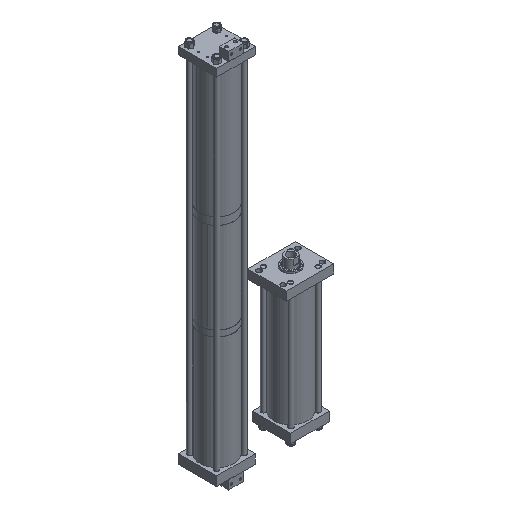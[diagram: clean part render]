
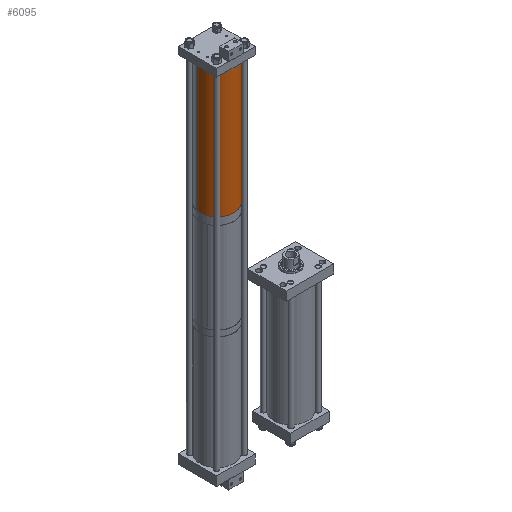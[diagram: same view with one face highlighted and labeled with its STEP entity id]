
A CAD part, isometric view. The second image highlights one B-rep face of the part: STEP entity #6095.
In plain terms, the highlighted cylindrical face has radius 73.025 mm (diameter 146.05 mm), a partial arc.
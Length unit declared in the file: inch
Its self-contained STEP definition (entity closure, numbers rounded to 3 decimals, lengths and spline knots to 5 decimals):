
#150 = AXIS2_PLACEMENT_3D ( 'NONE', #2260, #11992, #7239 ) ;
#173 = ORIENTED_EDGE ( 'NONE', *, *, #5576, .F. ) ;
#249 = CARTESIAN_POINT ( 'NONE',  ( -2.875, 0., 0. ) ) ;
#713 = EDGE_CURVE ( 'NONE', #2569, #5255, #8505, .T. ) ;
#1675 = AXIS2_PLACEMENT_3D ( 'NONE', #9506, #9401, #6856 ) ;
#1920 = FACE_OUTER_BOUND ( 'NONE', #14996, .T. ) ;
#2260 = CARTESIAN_POINT ( 'NONE',  ( 0., 0., 21.688 ) ) ;
#2569 = VERTEX_POINT ( 'NONE', #9303 ) ;
#3915 = CARTESIAN_POINT ( 'NONE',  ( -2.875, 0., 21.688 ) ) ;
#4400 = CYLINDRICAL_SURFACE ( 'NONE', #1675, 2.875 ) ;
#5092 = CARTESIAN_POINT ( 'NONE',  ( 0., 0., 0. ) ) ;
#5131 = DIRECTION ( 'NONE',  ( 0., 0., -1. ) ) ;
#5255 = VERTEX_POINT ( 'NONE', #249 ) ;
#5312 = VECTOR ( 'NONE', #5131, 39.37008 ) ;
#5546 = CARTESIAN_POINT ( 'NONE',  ( 2.875, 0., 21.688 ) ) ;
#5576 = EDGE_CURVE ( 'NONE', #6275, #14599, #14428, .T. ) ;
#5990 = EDGE_CURVE ( 'NONE', #6275, #2569, #8022, .T. ) ;
#6095 = ADVANCED_FACE ( 'NONE', ( #1920 ), #4400, .T. ) ;
#6275 = VERTEX_POINT ( 'NONE', #9610 ) ;
#6504 = VECTOR ( 'NONE', #13870, 39.37008 ) ;
#6630 = LINE ( 'NONE', #14963, #5312 ) ;
#6856 = DIRECTION ( 'NONE',  ( -1., 0., 0. ) ) ;
#7239 = DIRECTION ( 'NONE',  ( 1., 0., 0. ) ) ;
#8022 = LINE ( 'NONE', #5546, #6504 ) ;
#8505 = CIRCLE ( 'NONE', #9022, 2.875 ) ;
#9022 = AXIS2_PLACEMENT_3D ( 'NONE', #5092, #9817, #11020 ) ;
#9303 = CARTESIAN_POINT ( 'NONE',  ( 2.875, 0., 0. ) ) ;
#9401 = DIRECTION ( 'NONE',  ( 0., 0., -1. ) ) ;
#9506 = CARTESIAN_POINT ( 'NONE',  ( 0., 0., 21.688 ) ) ;
#9610 = CARTESIAN_POINT ( 'NONE',  ( 2.875, 0., 21.688 ) ) ;
#9817 = DIRECTION ( 'NONE',  ( 0., 0., 1. ) ) ;
#10501 = EDGE_CURVE ( 'NONE', #14599, #5255, #6630, .T. ) ;
#11020 = DIRECTION ( 'NONE',  ( 1., 0., 0. ) ) ;
#11107 = ORIENTED_EDGE ( 'NONE', *, *, #10501, .F. ) ;
#11992 = DIRECTION ( 'NONE',  ( 0., 0., 1. ) ) ;
#13064 = ORIENTED_EDGE ( 'NONE', *, *, #5990, .T. ) ;
#13358 = ORIENTED_EDGE ( 'NONE', *, *, #713, .T. ) ;
#13870 = DIRECTION ( 'NONE',  ( 0., 0., -1. ) ) ;
#14428 = CIRCLE ( 'NONE', #150, 2.875 ) ;
#14599 = VERTEX_POINT ( 'NONE', #3915 ) ;
#14963 = CARTESIAN_POINT ( 'NONE',  ( -2.875, 0., 21.688 ) ) ;
#14996 = EDGE_LOOP ( 'NONE', ( #173, #13064, #13358, #11107 ) ) ;
